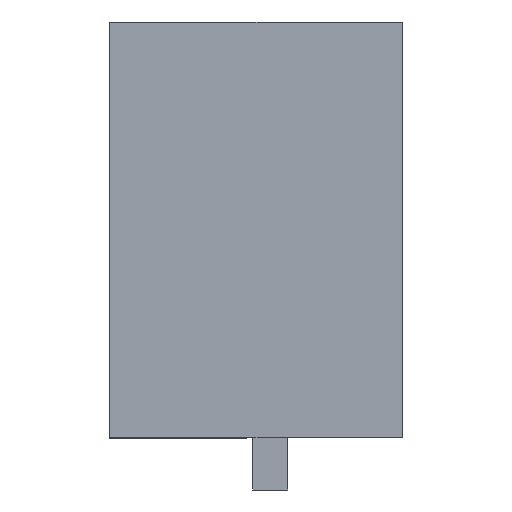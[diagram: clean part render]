
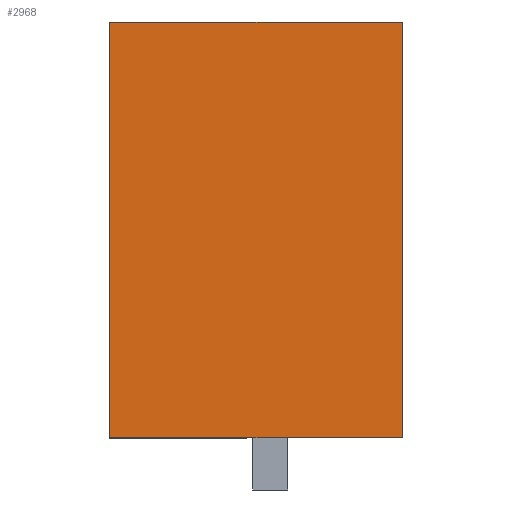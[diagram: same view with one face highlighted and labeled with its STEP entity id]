
A CAD part, left-side view. The second image highlights one B-rep face of the part: STEP entity #2968.
In plain terms, the highlighted planar face has unit normal (-1, 0, 0).
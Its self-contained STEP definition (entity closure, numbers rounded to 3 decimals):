
#2955=AXIS2_PLACEMENT_3D('Plane Axis2P3D',#2952,#2953,#2954) ;
#1538=CARTESIAN_POINT('Vertex',(0.,0.,1.5)) ;
#1541=CARTESIAN_POINT('Line Origine',(0.,4.215,1.5)) ;
#1545=CARTESIAN_POINT('Vertex',(0.,8.43,1.5)) ;
#2205=CARTESIAN_POINT('Vertex',(0.,0.,13.5)) ;
#2208=CARTESIAN_POINT('Line Origine',(0.,0.,7.5)) ;
#2477=CARTESIAN_POINT('Line Origine',(0.,8.43,7.5)) ;
#2481=CARTESIAN_POINT('Vertex',(0.,8.43,13.5)) ;
#2952=CARTESIAN_POINT('Axis2P3D Location',(0.,8.43,13.5)) ;
#2957=CARTESIAN_POINT('Line Origine',(0.,4.215,13.5)) ;
#1542=DIRECTION('Vector Direction',(0.,-1.,0.)) ;
#2209=DIRECTION('Vector Direction',(0.,0.,-1.)) ;
#2478=DIRECTION('Vector Direction',(0.,0.,-1.)) ;
#2953=DIRECTION('Axis2P3D Direction',(-1.,0.,0.)) ;
#2954=DIRECTION('Axis2P3D XDirection',(0.,0.,1.)) ;
#2958=DIRECTION('Vector Direction',(0.,-1.,0.)) ;
#1543=VECTOR('Line Direction',#1542,1.) ;
#2210=VECTOR('Line Direction',#2209,1.) ;
#2479=VECTOR('Line Direction',#2478,1.) ;
#2959=VECTOR('Line Direction',#2958,1.) ;
#2963=ORIENTED_EDGE('',*,*,#2961,.F.) ;
#2964=ORIENTED_EDGE('',*,*,#2483,.T.) ;
#2965=ORIENTED_EDGE('',*,*,#1547,.T.) ;
#2966=ORIENTED_EDGE('',*,*,#2212,.F.) ;
#2968=ADVANCED_FACE('HOUSING',(#2967),#2956,.T.) ;
#1547=EDGE_CURVE('',#1546,#1539,#1544,.T.) ;
#2212=EDGE_CURVE('',#2206,#1539,#2211,.T.) ;
#2483=EDGE_CURVE('',#2482,#1546,#2480,.T.) ;
#2961=EDGE_CURVE('',#2482,#2206,#2960,.T.) ;
#2962=EDGE_LOOP('',(#2963,#2964,#2965,#2966)) ;
#2967=FACE_OUTER_BOUND('',#2962,.T.) ;
#1544=LINE('Line',#1541,#1543) ;
#2211=LINE('Line',#2208,#2210) ;
#2480=LINE('Line',#2477,#2479) ;
#2960=LINE('Line',#2957,#2959) ;
#2956=PLANE('',#2955) ;
#1539=VERTEX_POINT('',#1538) ;
#1546=VERTEX_POINT('',#1545) ;
#2206=VERTEX_POINT('',#2205) ;
#2482=VERTEX_POINT('',#2481) ;
